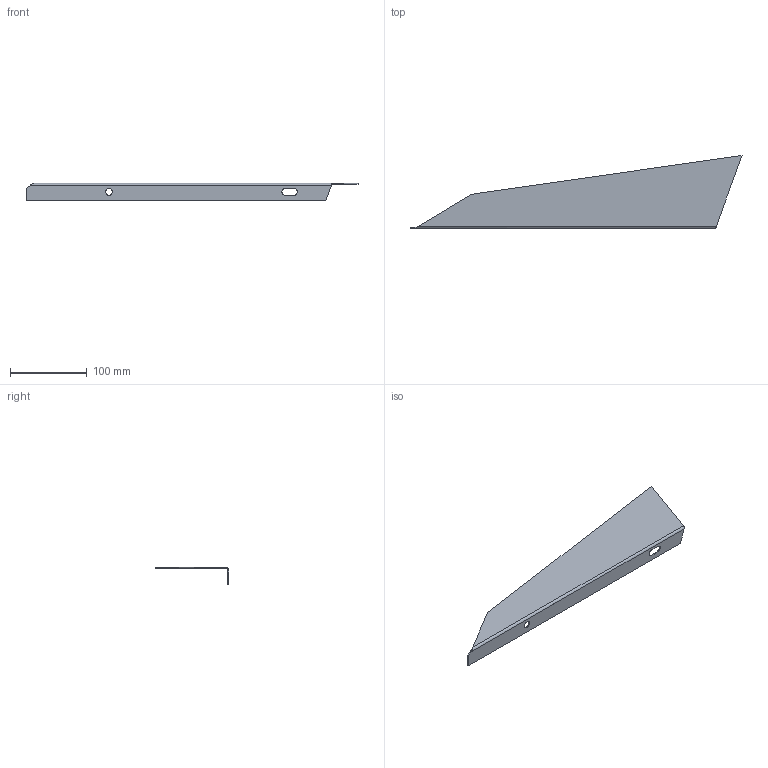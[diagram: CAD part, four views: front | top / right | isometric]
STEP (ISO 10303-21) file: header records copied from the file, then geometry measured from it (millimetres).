
FILE_DESCRIPTION(('produced by SPATIAL CORP'),'2;1');
FILE_NAME( 'part_13.prt.hh.sat.stp','2002-04-19T13:19:25+00:00',('SPATIAL CORP'),('SPATIAL CORP'), 'ACIS STEP Husk','http://www.spatial.com','SPATIAL CORP');
FILE_SCHEMA(('CONFIG_CONTROL_DESIGN'));
Length unit declared in the file: millimetre
Products named in the file (1): PRODUCT_ID_1
Bounding box: 432 x 95 x 22.5 mm (x, y, z)
Volume: 38806.7 mm3; surface area: 65946 mm2
Topology: 1 solids, 1 shells, 21 faces, 49 edges, 30 vertices
Faces by surface type: plane 13, cylinder 6, bspline 2
Entity records: 770 total; most frequent: CARTESIAN_POINT 222, ORIENTED_EDGE 98, DIRECTION 87, EDGE_CURVE 49, VECTOR 33, LINE 33, VERTEX_POINT 30, AXIS2_PLACEMENT_3D 27
